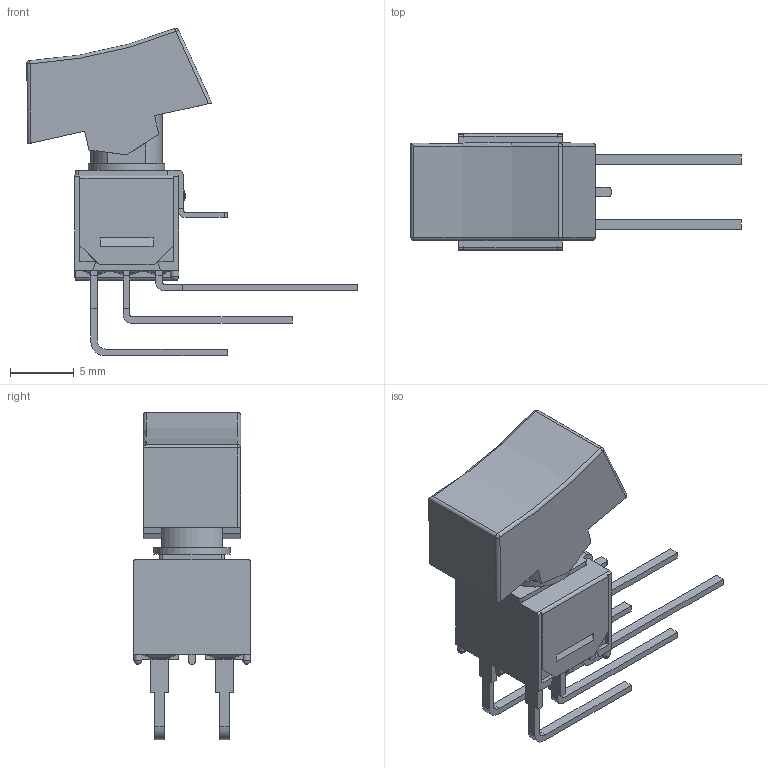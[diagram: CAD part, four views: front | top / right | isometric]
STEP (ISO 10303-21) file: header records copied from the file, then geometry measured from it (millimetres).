
FILE_DESCRIPTION((' '),'2;1');
FILE_NAME('400MDPxR1xxxM7xE.stp','2017-07-28T14:58:41',(' '),(' '),' ','ACIS',' ');
FILE_SCHEMA(('CONFIG_CONTROL_DESIGN'));
Length unit declared in the file: inch
Products named in the file (1): 400MDPxR1xxxM7xE.stp
Bounding box: 25.84 x 9.14 x 25.6 mm (x, y, z)
Volume: 748.8 mm3; surface area: 1815.8 mm2
Topology: 1 solids, 2 shells, 318 faces, 889 edges, 577 vertices
Faces by surface type: plane 238, cylinder 52, bspline 18, sphere 6, cone 2, torus 2
Full cylindrical faces by diameter (mm): 0.65 x4, 3.25 x1, 6 x1
Entity records: 11078 total; most frequent: CARTESIAN_POINT 2983, ORIENTED_EDGE 1738, DIRECTION 1529, EDGE_CURVE 869, VECTOR 667, LINE 667, VERTEX_POINT 571, AXIS2_PLACEMENT_3D 431
